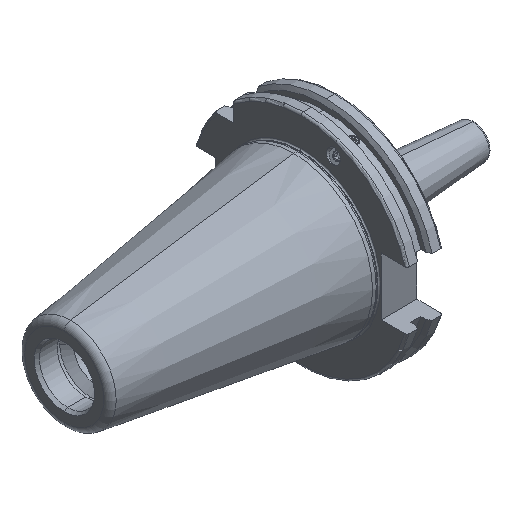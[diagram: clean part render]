
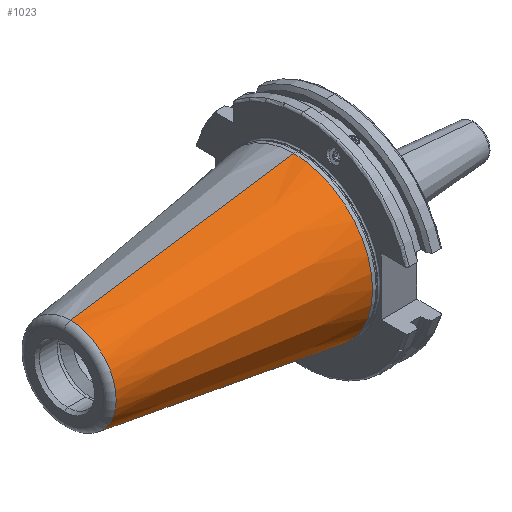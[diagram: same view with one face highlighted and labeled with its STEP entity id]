
A CAD part, isometric view. The second image highlights one B-rep face of the part: STEP entity #1023.
In plain terms, the highlighted conical face has half-angle 8.297 degrees and reference radius 34.925 mm.
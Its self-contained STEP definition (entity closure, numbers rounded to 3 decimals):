
#266 = VERTEX_POINT ( 'NONE', #5953 ) ;
#500 = DIRECTION ( 'NONE',  ( 0., 0., 1. ) ) ;
#530 = DIRECTION ( 'NONE',  ( 1., 0., 0. ) ) ;
#589 = CARTESIAN_POINT ( 'NONE',  ( 0., 0., 0. ) ) ;
#777 = DIRECTION ( 'NONE',  ( 0.99, 0., 0.144 ) ) ;
#826 = CARTESIAN_POINT ( 'NONE',  ( 0., 0., 34.925 ) ) ;
#847 = ORIENTED_EDGE ( 'NONE', *, *, #5753, .F. ) ;
#919 = ORIENTED_EDGE ( 'NONE', *, *, #4868, .T. ) ;
#1023 = ADVANCED_FACE ( 'NONE', ( #4417 ), #2788, .T. ) ;
#1024 = DIRECTION ( 'NONE',  ( -1., 0., 0. ) ) ;
#1048 = EDGE_CURVE ( 'NONE', #266, #4604, #2590, .T. ) ;
#1107 = VECTOR ( 'NONE', #4779, 1000. ) ;
#1252 = CARTESIAN_POINT ( 'NONE',  ( 0., 0., 34.925 ) ) ;
#1412 = VERTEX_POINT ( 'NONE', #826 ) ;
#1449 = DIRECTION ( 'NONE',  ( 0., 0., -1. ) ) ;
#1646 = ORIENTED_EDGE ( 'NONE', *, *, #5465, .T. ) ;
#1647 = CARTESIAN_POINT ( 'NONE',  ( -99.183, 0., 20.461 ) ) ;
#1737 = LINE ( 'NONE', #1252, #4852 ) ;
#1816 = DIRECTION ( 'NONE',  ( -1., 0., 0. ) ) ;
#2590 = CIRCLE ( 'NONE', #5030, 20.461 ) ;
#2788 = CONICAL_SURFACE ( 'NONE', #5253, 34.925, 0.145 ) ;
#3155 = ORIENTED_EDGE ( 'NONE', *, *, #1048, .F. ) ;
#3189 = LINE ( 'NONE', #3261, #1107 ) ;
#3261 = CARTESIAN_POINT ( 'NONE',  ( 0., 0., -34.925 ) ) ;
#3314 = CIRCLE ( 'NONE', #4034, 34.925 ) ;
#3741 = CARTESIAN_POINT ( 'NONE',  ( 0., 0., 0. ) ) ;
#4034 = AXIS2_PLACEMENT_3D ( 'NONE', #3741, #1816, #4606 ) ;
#4417 = FACE_OUTER_BOUND ( 'NONE', #4502, .T. ) ;
#4502 = EDGE_LOOP ( 'NONE', ( #847, #3155, #919, #1646 ) ) ;
#4604 = VERTEX_POINT ( 'NONE', #1647 ) ;
#4606 = DIRECTION ( 'NONE',  ( 0., 0., 1. ) ) ;
#4690 = VERTEX_POINT ( 'NONE', #6276 ) ;
#4779 = DIRECTION ( 'NONE',  ( 0.99, 0., -0.144 ) ) ;
#4852 = VECTOR ( 'NONE', #777, 1000. ) ;
#4868 = EDGE_CURVE ( 'NONE', #266, #4690, #3189, .T. ) ;
#5030 = AXIS2_PLACEMENT_3D ( 'NONE', #5831, #1024, #500 ) ;
#5253 = AXIS2_PLACEMENT_3D ( 'NONE', #589, #530, #1449 ) ;
#5465 = EDGE_CURVE ( 'NONE', #4690, #1412, #3314, .T. ) ;
#5753 = EDGE_CURVE ( 'NONE', #4604, #1412, #1737, .T. ) ;
#5831 = CARTESIAN_POINT ( 'NONE',  ( -99.183, 0., 0. ) ) ;
#5953 = CARTESIAN_POINT ( 'NONE',  ( -99.183, 0., -20.461 ) ) ;
#6276 = CARTESIAN_POINT ( 'NONE',  ( 0., 0., -34.925 ) ) ;
